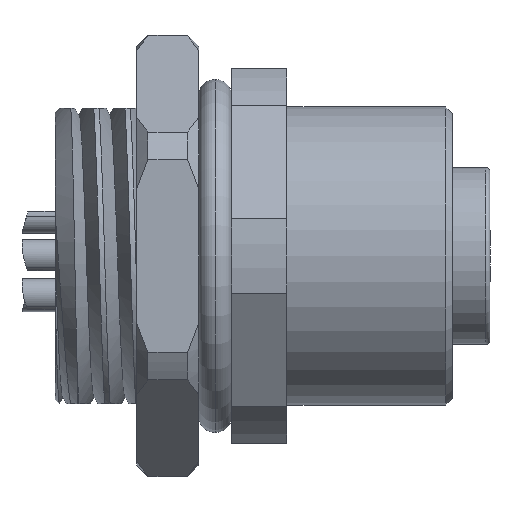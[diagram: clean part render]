
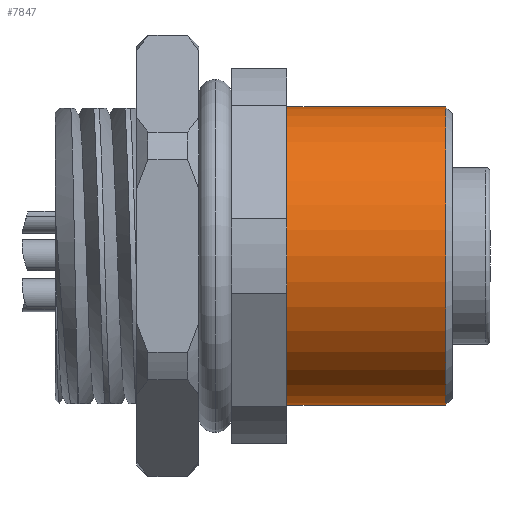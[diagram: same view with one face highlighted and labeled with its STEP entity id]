
A CAD part, front view. The second image highlights one B-rep face of the part: STEP entity #7847.
In plain terms, the highlighted cylindrical face has radius 6.75 mm (diameter 13.5 mm), a partial arc.
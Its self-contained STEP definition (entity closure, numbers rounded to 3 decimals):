
#123 = VECTOR ( 'NONE', #10277, 1000. ) ;
#231 = CYLINDRICAL_SURFACE ( 'NONE', #6657, 6.75 ) ;
#329 = VERTEX_POINT ( 'NONE', #11946 ) ;
#531 = VECTOR ( 'NONE', #7161, 1000. ) ;
#754 = CARTESIAN_POINT ( 'NONE',  ( 4.2, 0., 0. ) ) ;
#1425 = FACE_OUTER_BOUND ( 'NONE', #10431, .T. ) ;
#1643 = CARTESIAN_POINT ( 'NONE',  ( -3., 0., -6.75 ) ) ;
#2310 = ORIENTED_EDGE ( 'NONE', *, *, #6626, .T. ) ;
#2353 = CARTESIAN_POINT ( 'NONE',  ( -40.569, 0., -6.75 ) ) ;
#2742 = VERTEX_POINT ( 'NONE', #1643 ) ;
#2764 = DIRECTION ( 'NONE',  ( -1., 0., 0. ) ) ;
#3256 = EDGE_CURVE ( 'NONE', #2742, #11628, #6862, .T. ) ;
#4255 = LINE ( 'NONE', #2353, #531 ) ;
#4535 = EDGE_CURVE ( 'NONE', #6321, #11628, #12180, .T. ) ;
#5013 = DIRECTION ( 'NONE',  ( -1., 0., 0. ) ) ;
#6217 = DIRECTION ( 'NONE',  ( 0., 0., 1. ) ) ;
#6287 = DIRECTION ( 'NONE',  ( -1., 0., 0. ) ) ;
#6321 = VERTEX_POINT ( 'NONE', #10376 ) ;
#6626 = EDGE_CURVE ( 'NONE', #329, #6321, #9736, .T. ) ;
#6657 = AXIS2_PLACEMENT_3D ( 'NONE', #7479, #6287, #6217 ) ;
#6862 = CIRCLE ( 'NONE', #10207, 6.75 ) ;
#7161 = DIRECTION ( 'NONE',  ( -1., 0., 0. ) ) ;
#7479 = CARTESIAN_POINT ( 'NONE',  ( -40.569, 0., 0. ) ) ;
#7847 = ADVANCED_FACE ( 'NONE', ( #1425 ), #231, .T. ) ;
#8056 = ORIENTED_EDGE ( 'NONE', *, *, #11007, .F. ) ;
#8327 = ORIENTED_EDGE ( 'NONE', *, *, #3256, .F. ) ;
#8472 = AXIS2_PLACEMENT_3D ( 'NONE', #754, #5013, #8920 ) ;
#8920 = DIRECTION ( 'NONE',  ( 0., 0., 1. ) ) ;
#9246 = ORIENTED_EDGE ( 'NONE', *, *, #4535, .T. ) ;
#9736 = CIRCLE ( 'NONE', #8472, 6.75 ) ;
#10207 = AXIS2_PLACEMENT_3D ( 'NONE', #12031, #2764, #10795 ) ;
#10277 = DIRECTION ( 'NONE',  ( -1., 0., 0. ) ) ;
#10376 = CARTESIAN_POINT ( 'NONE',  ( 4.2, 0., 6.75 ) ) ;
#10431 = EDGE_LOOP ( 'NONE', ( #8056, #2310, #9246, #8327 ) ) ;
#10795 = DIRECTION ( 'NONE',  ( 0., 0., 1. ) ) ;
#11007 = EDGE_CURVE ( 'NONE', #329, #2742, #4255, .T. ) ;
#11373 = CARTESIAN_POINT ( 'NONE',  ( -3., 0., 6.75 ) ) ;
#11628 = VERTEX_POINT ( 'NONE', #11373 ) ;
#11946 = CARTESIAN_POINT ( 'NONE',  ( 4.2, 0., -6.75 ) ) ;
#12031 = CARTESIAN_POINT ( 'NONE',  ( -3., 0., 0. ) ) ;
#12180 = LINE ( 'NONE', #12438, #123 ) ;
#12438 = CARTESIAN_POINT ( 'NONE',  ( -40.569, 0., 6.75 ) ) ;
